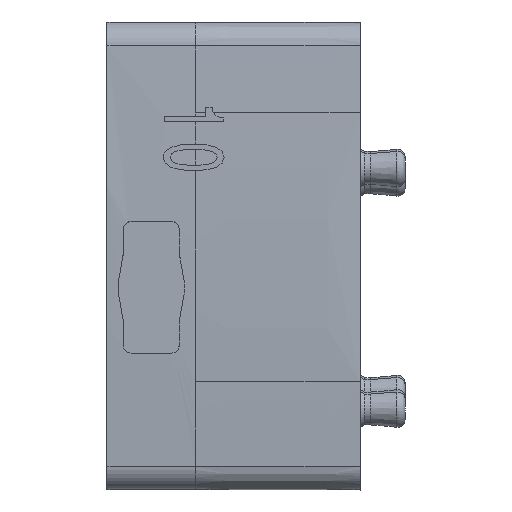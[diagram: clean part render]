
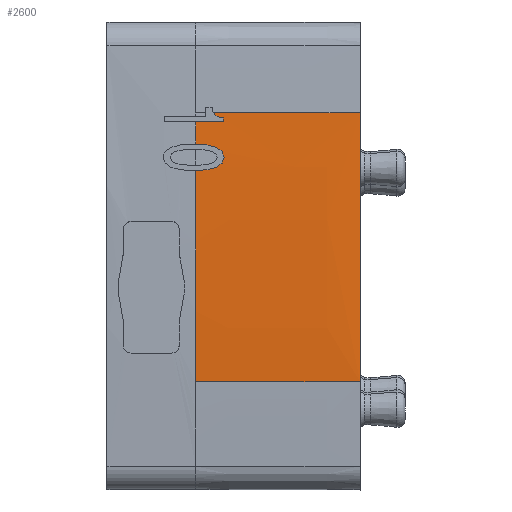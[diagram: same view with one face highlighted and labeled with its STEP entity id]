
A CAD part, top view. The second image highlights one B-rep face of the part: STEP entity #2600.
In plain terms, the highlighted face is a extrusion surface.
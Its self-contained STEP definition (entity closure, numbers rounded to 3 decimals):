
#2178=AXIS2_PLACEMENT_3D('Circle Axis2P3D',#2176,#2177,$) ;
#2251=AXIS2_PLACEMENT_3D('Circle Axis2P3D',#2249,#2250,$) ;
#1822=CARTESIAN_POINT('Vertex',(3.948,12.645,51.919)) ;
#1848=CARTESIAN_POINT('Vertex',(3.5,12.617,51.92)) ;
#1852=CARTESIAN_POINT('Control Point',(3.948,12.645,51.919)) ;
#1853=CARTESIAN_POINT('Control Point',(3.858,12.64,51.919)) ;
#1854=CARTESIAN_POINT('Control Point',(3.769,12.634,51.919)) ;
#1855=CARTESIAN_POINT('Control Point',(3.679,12.629,51.92)) ;
#1856=CARTESIAN_POINT('Control Point',(3.59,12.623,51.92)) ;
#1857=CARTESIAN_POINT('Control Point',(3.5,12.617,51.92)) ;
#1876=CARTESIAN_POINT('Vertex',(4.323,12.745,51.917)) ;
#1887=CARTESIAN_POINT('Control Point',(4.323,12.745,51.917)) ;
#1888=CARTESIAN_POINT('Control Point',(4.248,12.725,51.918)) ;
#1889=CARTESIAN_POINT('Control Point',(4.173,12.705,51.918)) ;
#1890=CARTESIAN_POINT('Control Point',(4.098,12.685,51.918)) ;
#1891=CARTESIAN_POINT('Control Point',(4.023,12.665,51.919)) ;
#1892=CARTESIAN_POINT('Control Point',(3.948,12.645,51.919)) ;
#2173=CARTESIAN_POINT('Vertex',(3.5,4.27,51.857)) ;
#2176=CARTESIAN_POINT('Axis2P3D Location',(3.5,9.583,-100.55)) ;
#2246=CARTESIAN_POINT('Vertex',(3.5,13.655,51.896)) ;
#2249=CARTESIAN_POINT('Axis2P3D Location',(3.5,9.583,-100.55)) ;
#2253=CARTESIAN_POINT('Vertex',(3.5,14.542,51.869)) ;
#2471=CARTESIAN_POINT('Control Point',(3.5,4.27,51.857)) ;
#2472=CARTESIAN_POINT('Control Point',(3.5,6.394,51.931)) ;
#2473=CARTESIAN_POINT('Control Point',(3.5,8.52,51.969)) ;
#2474=CARTESIAN_POINT('Control Point',(3.5,10.646,51.969)) ;
#2475=CARTESIAN_POINT('Control Point',(3.5,12.772,51.931)) ;
#2476=CARTESIAN_POINT('Control Point',(3.5,14.896,51.857)) ;
#2481=CARTESIAN_POINT('Control Point',(3.5,13.655,51.896)) ;
#2482=CARTESIAN_POINT('Control Point',(3.724,13.64,51.896)) ;
#2483=CARTESIAN_POINT('Control Point',(3.948,13.626,51.896)) ;
#2484=CARTESIAN_POINT('Vertex',(3.948,13.626,51.896)) ;
#2488=CARTESIAN_POINT('Control Point',(3.948,13.626,51.896)) ;
#2489=CARTESIAN_POINT('Control Point',(4.136,13.576,51.898)) ;
#2490=CARTESIAN_POINT('Control Point',(4.323,13.525,51.899)) ;
#2491=CARTESIAN_POINT('Vertex',(4.323,13.525,51.899)) ;
#2495=CARTESIAN_POINT('Control Point',(4.323,13.525,51.899)) ;
#2496=CARTESIAN_POINT('Control Point',(4.399,13.47,51.9)) ;
#2497=CARTESIAN_POINT('Control Point',(4.475,13.415,51.902)) ;
#2498=CARTESIAN_POINT('Control Point',(4.551,13.36,51.903)) ;
#2499=CARTESIAN_POINT('Vertex',(4.551,13.36,51.903)) ;
#2503=CARTESIAN_POINT('Control Point',(4.551,13.36,51.903)) ;
#2504=CARTESIAN_POINT('Control Point',(4.576,13.285,51.905)) ;
#2505=CARTESIAN_POINT('Control Point',(4.6,13.21,51.907)) ;
#2506=CARTESIAN_POINT('Control Point',(4.625,13.135,51.909)) ;
#2507=CARTESIAN_POINT('Vertex',(4.625,13.135,51.909)) ;
#2511=CARTESIAN_POINT('Control Point',(4.625,13.135,51.909)) ;
#2512=CARTESIAN_POINT('Control Point',(4.6,13.06,51.91)) ;
#2513=CARTESIAN_POINT('Control Point',(4.576,12.984,51.912)) ;
#2514=CARTESIAN_POINT('Control Point',(4.551,12.909,51.914)) ;
#2515=CARTESIAN_POINT('Vertex',(4.551,12.909,51.914)) ;
#2519=CARTESIAN_POINT('Control Point',(4.551,12.909,51.914)) ;
#2520=CARTESIAN_POINT('Control Point',(4.475,12.854,51.915)) ;
#2521=CARTESIAN_POINT('Control Point',(4.399,12.8,51.916)) ;
#2522=CARTESIAN_POINT('Control Point',(4.323,12.745,51.917)) ;
#2524=CARTESIAN_POINT('Line Origine',(4.3,4.27,51.857)) ;
#2528=CARTESIAN_POINT('Vertex',(10.,4.27,51.857)) ;
#2532=CARTESIAN_POINT('Control Point',(10.,4.27,51.857)) ;
#2533=CARTESIAN_POINT('Control Point',(10.,7.81,51.981)) ;
#2534=CARTESIAN_POINT('Control Point',(10.,11.356,51.981)) ;
#2535=CARTESIAN_POINT('Control Point',(10.,14.896,51.857)) ;
#2536=CARTESIAN_POINT('Vertex',(10.,14.896,51.857)) ;
#2539=CARTESIAN_POINT('Line Origine',(4.3,14.896,51.857)) ;
#2543=CARTESIAN_POINT('Vertex',(4.196,14.896,51.857)) ;
#2547=CARTESIAN_POINT('Control Point',(4.196,14.896,51.857)) ;
#2548=CARTESIAN_POINT('Control Point',(4.225,14.852,51.859)) ;
#2549=CARTESIAN_POINT('Control Point',(4.255,14.808,51.86)) ;
#2550=CARTESIAN_POINT('Vertex',(4.255,14.808,51.86)) ;
#2554=CARTESIAN_POINT('Control Point',(4.255,14.808,51.86)) ;
#2555=CARTESIAN_POINT('Control Point',(4.324,14.769,51.862)) ;
#2556=CARTESIAN_POINT('Control Point',(4.392,14.73,51.863)) ;
#2557=CARTESIAN_POINT('Vertex',(4.392,14.73,51.863)) ;
#2561=CARTESIAN_POINT('Control Point',(4.392,14.73,51.863)) ;
#2562=CARTESIAN_POINT('Control Point',(4.495,14.71,51.864)) ;
#2563=CARTESIAN_POINT('Control Point',(4.597,14.69,51.864)) ;
#2564=CARTESIAN_POINT('Vertex',(4.597,14.69,51.864)) ;
#2568=CARTESIAN_POINT('Control Point',(4.597,14.542,51.869)) ;
#2569=CARTESIAN_POINT('Control Point',(4.597,14.592,51.868)) ;
#2570=CARTESIAN_POINT('Control Point',(4.597,14.641,51.866)) ;
#2571=CARTESIAN_POINT('Control Point',(4.597,14.69,51.864)) ;
#2572=CARTESIAN_POINT('Vertex',(4.597,14.542,51.869)) ;
#2575=CARTESIAN_POINT('Line Origine',(4.3,14.542,51.869)) ;
#2177=DIRECTION('Axis2P3D Direction',(1.,0.,0.)) ;
#2250=DIRECTION('Axis2P3D Direction',(1.,0.,0.)) ;
#2477=DIRECTION('Vector Direction',(1.,0.,0.)) ;
#2525=DIRECTION('Vector Direction',(1.,0.,0.)) ;
#2540=DIRECTION('Vector Direction',(1.,0.,0.)) ;
#2576=DIRECTION('Vector Direction',(1.,0.,0.)) ;
#2478=VECTOR('Extrusion Surface Vector',#2477,1.) ;
#2526=VECTOR('Line Direction',#2525,1.) ;
#2541=VECTOR('Line Direction',#2540,1.) ;
#2577=VECTOR('Line Direction',#2576,1.) ;
#2581=ORIENTED_EDGE('',*,*,#2486,.T.) ;
#2582=ORIENTED_EDGE('',*,*,#2493,.T.) ;
#2583=ORIENTED_EDGE('',*,*,#2501,.T.) ;
#2584=ORIENTED_EDGE('',*,*,#2509,.T.) ;
#2585=ORIENTED_EDGE('',*,*,#2517,.T.) ;
#2586=ORIENTED_EDGE('',*,*,#2523,.T.) ;
#2587=ORIENTED_EDGE('',*,*,#1893,.T.) ;
#2588=ORIENTED_EDGE('',*,*,#1858,.T.) ;
#2589=ORIENTED_EDGE('',*,*,#2180,.F.) ;
#2590=ORIENTED_EDGE('',*,*,#2530,.T.) ;
#2591=ORIENTED_EDGE('',*,*,#2538,.T.) ;
#2592=ORIENTED_EDGE('',*,*,#2545,.F.) ;
#2593=ORIENTED_EDGE('',*,*,#2552,.T.) ;
#2594=ORIENTED_EDGE('',*,*,#2559,.T.) ;
#2595=ORIENTED_EDGE('',*,*,#2566,.T.) ;
#2596=ORIENTED_EDGE('',*,*,#2574,.F.) ;
#2597=ORIENTED_EDGE('',*,*,#2579,.T.) ;
#2598=ORIENTED_EDGE('',*,*,#2255,.F.) ;
#2600=ADVANCED_FACE('MLD',(#2599),#2479,.F.) ;
#1851=B_SPLINE_CURVE_WITH_KNOTS('',5,(#1852,#1853,#1854,#1855,#1856,#1857),.UNSPECIFIED.,.F.,.U.,(6,6),(0.,0.635),.UNSPECIFIED.) ;
#1886=B_SPLINE_CURVE_WITH_KNOTS('',5,(#1887,#1888,#1889,#1890,#1891,#1892),.UNSPECIFIED.,.F.,.U.,(6,6),(0.,0.55),.UNSPECIFIED.) ;
#2470=B_SPLINE_CURVE_WITH_KNOTS('',5,(#2471,#2472,#2473,#2474,#2475,#2476),.UNSPECIFIED.,.F.,.U.,(6,6),(208.963,219.592),.UNSPECIFIED.) ;
#2480=B_SPLINE_CURVE_WITH_KNOTS('',2,(#2481,#2482,#2483),.UNSPECIFIED.,.F.,.U.,(3,3),(0.,0.635),.UNSPECIFIED.) ;
#2487=B_SPLINE_CURVE_WITH_KNOTS('',2,(#2488,#2489,#2490),.UNSPECIFIED.,.F.,.U.,(3,3),(0.,0.55),.UNSPECIFIED.) ;
#2494=B_SPLINE_CURVE_WITH_KNOTS('',3,(#2495,#2496,#2497,#2498),.UNSPECIFIED.,.F.,.U.,(4,4),(0.,0.398),.UNSPECIFIED.) ;
#2502=B_SPLINE_CURVE_WITH_KNOTS('',3,(#2503,#2504,#2505,#2506),.UNSPECIFIED.,.F.,.U.,(4,4),(0.,0.334),.UNSPECIFIED.) ;
#2510=B_SPLINE_CURVE_WITH_KNOTS('',3,(#2511,#2512,#2513,#2514),.UNSPECIFIED.,.F.,.U.,(4,4),(0.,0.337),.UNSPECIFIED.) ;
#2518=B_SPLINE_CURVE_WITH_KNOTS('',3,(#2519,#2520,#2521,#2522),.UNSPECIFIED.,.F.,.U.,(4,4),(0.,0.397),.UNSPECIFIED.) ;
#2531=B_SPLINE_CURVE_WITH_KNOTS('',3,(#2532,#2533,#2534,#2535),.UNSPECIFIED.,.F.,.U.,(4,4),(0.,15.029),.UNSPECIFIED.) ;
#2546=B_SPLINE_CURVE_WITH_KNOTS('',2,(#2547,#2548,#2549),.UNSPECIFIED.,.F.,.U.,(3,3),(0.,0.15),.UNSPECIFIED.) ;
#2553=B_SPLINE_CURVE_WITH_KNOTS('',2,(#2554,#2555,#2556),.UNSPECIFIED.,.F.,.U.,(3,3),(0.,0.224),.UNSPECIFIED.) ;
#2560=B_SPLINE_CURVE_WITH_KNOTS('',2,(#2561,#2562,#2563),.UNSPECIFIED.,.F.,.U.,(3,3),(0.,0.295),.UNSPECIFIED.) ;
#2567=B_SPLINE_CURVE_WITH_KNOTS('',3,(#2568,#2569,#2570,#2571),.UNSPECIFIED.,.F.,.U.,(4,4),(0.,0.21),.UNSPECIFIED.) ;
#2179=CIRCLE('generated circle',#2178,152.5) ;
#2252=CIRCLE('generated circle',#2251,152.5) ;
#1858=EDGE_CURVE('',#1823,#1849,#1851,.T.) ;
#1893=EDGE_CURVE('',#1877,#1823,#1886,.T.) ;
#2180=EDGE_CURVE('',#2174,#1849,#2179,.F.) ;
#2255=EDGE_CURVE('',#2247,#2254,#2252,.F.) ;
#2486=EDGE_CURVE('',#2247,#2485,#2480,.T.) ;
#2493=EDGE_CURVE('',#2485,#2492,#2487,.T.) ;
#2501=EDGE_CURVE('',#2492,#2500,#2494,.T.) ;
#2509=EDGE_CURVE('',#2500,#2508,#2502,.T.) ;
#2517=EDGE_CURVE('',#2508,#2516,#2510,.T.) ;
#2523=EDGE_CURVE('',#2516,#1877,#2518,.T.) ;
#2530=EDGE_CURVE('',#2174,#2529,#2527,.T.) ;
#2538=EDGE_CURVE('',#2529,#2537,#2531,.T.) ;
#2545=EDGE_CURVE('',#2544,#2537,#2542,.T.) ;
#2552=EDGE_CURVE('',#2544,#2551,#2546,.T.) ;
#2559=EDGE_CURVE('',#2551,#2558,#2553,.T.) ;
#2566=EDGE_CURVE('',#2558,#2565,#2560,.T.) ;
#2574=EDGE_CURVE('',#2573,#2565,#2567,.T.) ;
#2579=EDGE_CURVE('',#2573,#2254,#2578,.F.) ;
#2580=EDGE_LOOP('',(#2581,#2582,#2583,#2584,#2585,#2586,#2587,#2588,#2589,#2590,#2591,#2592,#2593,#2594,#2595,#2596,#2597,#2598)) ;
#2599=FACE_OUTER_BOUND('',#2580,.T.) ;
#2527=LINE('Line',#2524,#2526) ;
#2542=LINE('Line',#2539,#2541) ;
#2578=LINE('Line',#2575,#2577) ;
#2479=SURFACE_OF_LINEAR_EXTRUSION('generated tabulated cylinder',#2470,#2478) ;
#1823=VERTEX_POINT('',#1822) ;
#1849=VERTEX_POINT('',#1848) ;
#1877=VERTEX_POINT('',#1876) ;
#2174=VERTEX_POINT('',#2173) ;
#2247=VERTEX_POINT('',#2246) ;
#2254=VERTEX_POINT('',#2253) ;
#2485=VERTEX_POINT('',#2484) ;
#2492=VERTEX_POINT('',#2491) ;
#2500=VERTEX_POINT('',#2499) ;
#2508=VERTEX_POINT('',#2507) ;
#2516=VERTEX_POINT('',#2515) ;
#2529=VERTEX_POINT('',#2528) ;
#2537=VERTEX_POINT('',#2536) ;
#2544=VERTEX_POINT('',#2543) ;
#2551=VERTEX_POINT('',#2550) ;
#2558=VERTEX_POINT('',#2557) ;
#2565=VERTEX_POINT('',#2564) ;
#2573=VERTEX_POINT('',#2572) ;
